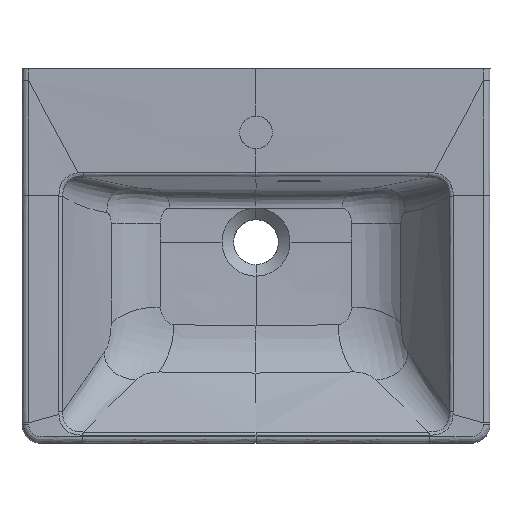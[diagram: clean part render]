
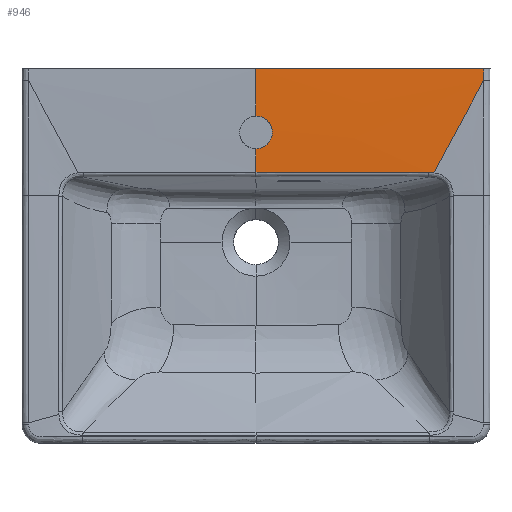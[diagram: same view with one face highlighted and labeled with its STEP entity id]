
A CAD part, top view. The second image highlights one B-rep face of the part: STEP entity #946.
In plain terms, the highlighted free-form (B-spline) face has degree [3, 3] with [5, 4] control points.
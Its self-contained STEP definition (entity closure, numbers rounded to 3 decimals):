
#946=ADVANCED_FACE('',(#1437),#1146,.T.);
#1146=B_SPLINE_SURFACE_WITH_KNOTS('',3,3,((#24151,#24152,#24153,#24154),
(#24155,#24156,#24157,#24158),(#24159,#24160,#24161,#24162),(#24163,#24164,
#24165,#24166),(#24167,#24168,#24169,#24170)),.UNSPECIFIED.,.F.,.F.,.F.,
(4,1,4),(4,4),(0.,0.5,1.),(0.,1.),.UNSPECIFIED.);
#1437=FACE_OUTER_BOUND('',#1833,.T.);
#1833=EDGE_LOOP('',(#3215,#3216,#3217,#3218,#3219,#3220,#3221,#3222));
#3215=ORIENTED_EDGE('',*,*,#5104,.F.);
#3216=ORIENTED_EDGE('',*,*,#5105,.T.);
#3217=ORIENTED_EDGE('',*,*,#5106,.F.);
#3218=ORIENTED_EDGE('',*,*,#5107,.F.);
#3219=ORIENTED_EDGE('',*,*,#4478,.T.);
#3220=ORIENTED_EDGE('',*,*,#4492,.T.);
#3221=ORIENTED_EDGE('',*,*,#4528,.T.);
#3222=ORIENTED_EDGE('',*,*,#5064,.T.);
#3909=VERTEX_POINT('',#9993);
#3910=VERTEX_POINT('',#9998);
#3919=VERTEX_POINT('',#10568);
#3943=VERTEX_POINT('',#11493);
#4231=VERTEX_POINT('',#23602);
#4292=VERTEX_POINT('',#24120);
#4293=VERTEX_POINT('',#24135);
#4294=VERTEX_POINT('',#24140);
#4478=EDGE_CURVE('',#3910,#3909,#5429,.T.);
#4492=EDGE_CURVE('',#3909,#3919,#5441,.T.);
#4528=EDGE_CURVE('',#3919,#3943,#5471,.T.);
#5064=EDGE_CURVE('',#3943,#4231,#5805,.T.);
#5104=EDGE_CURVE('',#4292,#4231,#5837,.T.);
#5105=EDGE_CURVE('',#4292,#4293,#5838,.T.);
#5106=EDGE_CURVE('',#4294,#4293,#5839,.T.);
#5107=EDGE_CURVE('',#3910,#4294,#5840,.T.);
#5429=B_SPLINE_CURVE_WITH_KNOTS('',3,(#9994,#9995,#9996,#9997),
 .UNSPECIFIED.,.F.,.F.,(4,4),(0.,1.),.UNSPECIFIED.);
#5441=B_SPLINE_CURVE_WITH_KNOTS('',3,(#10564,#10565,#10566,#10567),
 .UNSPECIFIED.,.F.,.F.,(4,4),(0.,1.),.UNSPECIFIED.);
#5471=B_SPLINE_CURVE_WITH_KNOTS('',3,(#11494,#11495,#11496,#11497,#11498,
#11499,#11500),.UNSPECIFIED.,.F.,.F.,(4,3,4),(0.,0.,1.),
 .UNSPECIFIED.);
#5805=B_SPLINE_CURVE_WITH_KNOTS('',3,(#23859,#23860,#23861,#23862,#23863),
 .UNSPECIFIED.,.F.,.F.,(4,1,4),(0.,0.486,1.),.UNSPECIFIED.);
#5837=B_SPLINE_CURVE_WITH_KNOTS('',3,(#24116,#24117,#24118,#24119),
 .UNSPECIFIED.,.F.,.F.,(4,4),(0.,1.),.UNSPECIFIED.);
#5838=B_SPLINE_CURVE_WITH_KNOTS('',3,(#24121,#24122,#24123,#24124,#24125,
#24126,#24127,#24128,#24129,#24130,#24131,#24132,#24133,#24134),
 .UNSPECIFIED.,.F.,.F.,(4,2,2,2,2,2,4),(0.,0.125,0.25,0.5,
0.625,0.75,1.),.UNSPECIFIED.);
#5839=B_SPLINE_CURVE_WITH_KNOTS('',3,(#24136,#24137,#24138,#24139),
 .UNSPECIFIED.,.F.,.F.,(4,4),(0.,1.),.UNSPECIFIED.);
#5840=B_SPLINE_CURVE_WITH_KNOTS('',3,(#24141,#24142,#24143,#24144,#24145,
#24146,#24147,#24148,#24149,#24150),.UNSPECIFIED.,.F.,.F.,(4,3,3,4),(0.,
0.134,0.49,1.),.UNSPECIFIED.);
#9993=CARTESIAN_POINT('',(190.082,-111.067,-0.971));
#9994=CARTESIAN_POINT('',(184.107,-110.657,-0.957));
#9995=CARTESIAN_POINT('',(186.198,-110.656,-0.959));
#9996=CARTESIAN_POINT('',(188.192,-110.793,-0.964));
#9997=CARTESIAN_POINT('',(190.082,-111.067,-0.971));
#9998=CARTESIAN_POINT('',(184.107,-110.657,-0.957));
#10564=CARTESIAN_POINT('',(187.958,-115.005,-1.047));
#10565=CARTESIAN_POINT('',(208.628,-76.674,-0.298));
#10566=CARTESIAN_POINT('',(229.3,-38.337,0.051));
#10567=CARTESIAN_POINT('',(249.973,0.,0.));
#10568=CARTESIAN_POINT('',(243.078,-12.787,0.002));
#11493=CARTESIAN_POINT('',(243.083,0.,0.082));
#11494=CARTESIAN_POINT('',(243.078,-12.787,0.002));
#11495=CARTESIAN_POINT('',(243.078,-12.787,0.002));
#11496=CARTESIAN_POINT('',(243.078,-12.787,0.002));
#11497=CARTESIAN_POINT('',(243.078,-12.787,0.002));
#11498=CARTESIAN_POINT('',(243.08,-8.525,0.032));
#11499=CARTESIAN_POINT('',(243.081,-4.262,0.058));
#11500=CARTESIAN_POINT('',(243.083,0.,0.082));
#23602=CARTESIAN_POINT('',(0.,0.,1.5));
#23859=CARTESIAN_POINT('',(243.083,0.,0.082));
#23860=CARTESIAN_POINT('',(203.719,0.,0.541));
#23861=CARTESIAN_POINT('',(122.693,0.,1.257));
#23862=CARTESIAN_POINT('',(41.663,0.,1.5));
#23863=CARTESIAN_POINT('',(0.,0.,1.5));
#24116=CARTESIAN_POINT('',(0.,-115.,-1.));
#24117=CARTESIAN_POINT('',(0.,-76.677,0.233));
#24118=CARTESIAN_POINT('',(0.,-38.341,1.066));
#24119=CARTESIAN_POINT('',(0.,0.,1.5));
#24120=CARTESIAN_POINT('',(0.,-50.5,0.698));
#24121=CARTESIAN_POINT('',(0.,-50.5,0.698));
#24122=CARTESIAN_POINT('',(2.313,-50.5,0.698));
#24123=CARTESIAN_POINT('',(4.583,-50.955,0.688));
#24124=CARTESIAN_POINT('',(8.823,-52.711,0.651));
#24125=CARTESIAN_POINT('',(10.767,-54.008,0.623));
#24126=CARTESIAN_POINT('',(15.604,-58.856,0.518));
#24127=CARTESIAN_POINT('',(17.501,-63.428,0.415));
#24128=CARTESIAN_POINT('',(17.506,-70.269,0.254));
#24129=CARTESIAN_POINT('',(17.045,-72.563,0.199));
#24130=CARTESIAN_POINT('',(15.291,-76.799,0.094));
#24131=CARTESIAN_POINT('',(14.017,-78.732,0.046));
#24132=CARTESIAN_POINT('',(9.125,-83.641,-0.08));
#24133=CARTESIAN_POINT('',(4.624,-85.5,-0.13));
#24134=CARTESIAN_POINT('',(0.,-85.5,-0.13));
#24135=CARTESIAN_POINT('',(0.,-85.5,-0.13));
#24136=CARTESIAN_POINT('',(0.,-115.,-1.));
#24137=CARTESIAN_POINT('',(0.,-76.677,0.233));
#24138=CARTESIAN_POINT('',(0.,-38.341,1.066));
#24139=CARTESIAN_POINT('',(0.,0.,1.5));
#24140=CARTESIAN_POINT('',(0.,-110.702,-0.863));
#24141=CARTESIAN_POINT('',(184.107,-110.657,-0.957));
#24142=CARTESIAN_POINT('',(175.864,-110.661,-0.948));
#24143=CARTESIAN_POINT('',(167.62,-110.665,-0.941));
#24144=CARTESIAN_POINT('',(159.377,-110.668,-0.933));
#24145=CARTESIAN_POINT('',(137.578,-110.677,-0.914));
#24146=CARTESIAN_POINT('',(115.779,-110.685,-0.899));
#24147=CARTESIAN_POINT('',(93.98,-110.69,-0.888));
#24148=CARTESIAN_POINT('',(62.654,-110.698,-0.871));
#24149=CARTESIAN_POINT('',(31.327,-110.702,-0.863));
#24150=CARTESIAN_POINT('',(0.,-110.702,-0.863));
#24151=CARTESIAN_POINT('',(249.973,0.,0.));
#24152=CARTESIAN_POINT('',(229.3,-38.337,0.051));
#24153=CARTESIAN_POINT('',(208.628,-76.674,-0.298));
#24154=CARTESIAN_POINT('',(187.958,-115.005,-1.047));
#24155=CARTESIAN_POINT('',(208.313,0.,0.5));
#24156=CARTESIAN_POINT('',(191.085,-38.337,0.39));
#24157=CARTESIAN_POINT('',(173.857,-76.674,-0.121));
#24158=CARTESIAN_POINT('',(156.632,-115.004,-1.031));
#24159=CARTESIAN_POINT('',(124.99,0.,1.25));
#24160=CARTESIAN_POINT('',(114.652,-38.338,0.897));
#24161=CARTESIAN_POINT('',(104.315,-76.674,0.145));
#24162=CARTESIAN_POINT('',(93.979,-115.001,-1.008));
#24163=CARTESIAN_POINT('',(41.663,0.,1.5));
#24164=CARTESIAN_POINT('',(38.217,-38.34,1.067));
#24165=CARTESIAN_POINT('',(34.772,-76.676,0.233));
#24166=CARTESIAN_POINT('',(31.326,-115.,-1.));
#24167=CARTESIAN_POINT('',(0.,0.,1.5));
#24168=CARTESIAN_POINT('',(0.,-38.341,1.066));
#24169=CARTESIAN_POINT('',(0.,-76.677,0.233));
#24170=CARTESIAN_POINT('',(0.,-115.,-1.));
